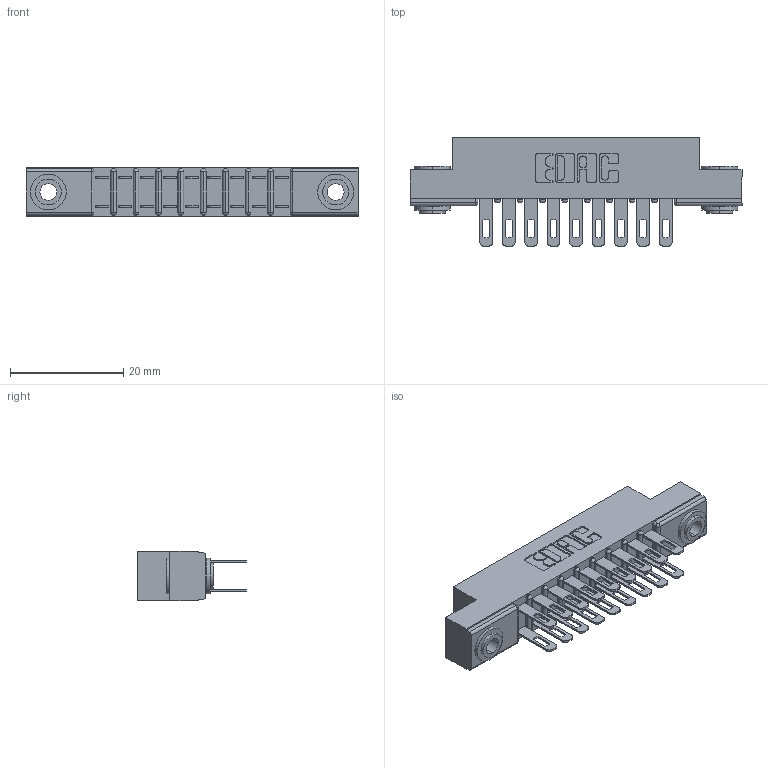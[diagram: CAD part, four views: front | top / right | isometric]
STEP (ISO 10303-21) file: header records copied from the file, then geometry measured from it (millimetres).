
FILE_DESCRIPTION (( 'STEP AP203' ), '1' );
FILE_NAME ('357-018-500-203.STEP', '2019-09-17T19:36:09', ( '' ), ( '' ), 'SwSTEP 2.0', 'SolidWorks 2016', '' );
FILE_SCHEMA (( 'CONFIG_CONTROL_DESIGN' ));
Length unit declared in the file: inch
Products named in the file (4): 307 Part_.156 Dia Mounting Holes; 345-250-002_345-250-002-102; 357-018-500-203; 307-290-001_500
Assembly tree (21 placements, depth 2):
  357-018-500-203
    307 Part_.156 Dia Mounting Holes
    307-290-001_500  x18
    345-250-002_345-250-002-102  x2
Bounding box: 58.67 x 19.18 x 8.71 mm (x, y, z)
Volume: 3892.2 mm3; surface area: 6730.1 mm2
Topology: 21 solids, 21 shells, 1008 faces, 2775 edges, 1794 vertices
Faces by surface type: plane 634, cylinder 346, sphere 20, cone 8
Entity records: 13111 total; most frequent: CARTESIAN_POINT 2134, DIRECTION 2121, ORIENTED_EDGE 2102, EDGE_CURVE 1051, VECTOR 783, LINE 783, VERTEX_POINT 682, AXIS2_PLACEMENT_3D 669
